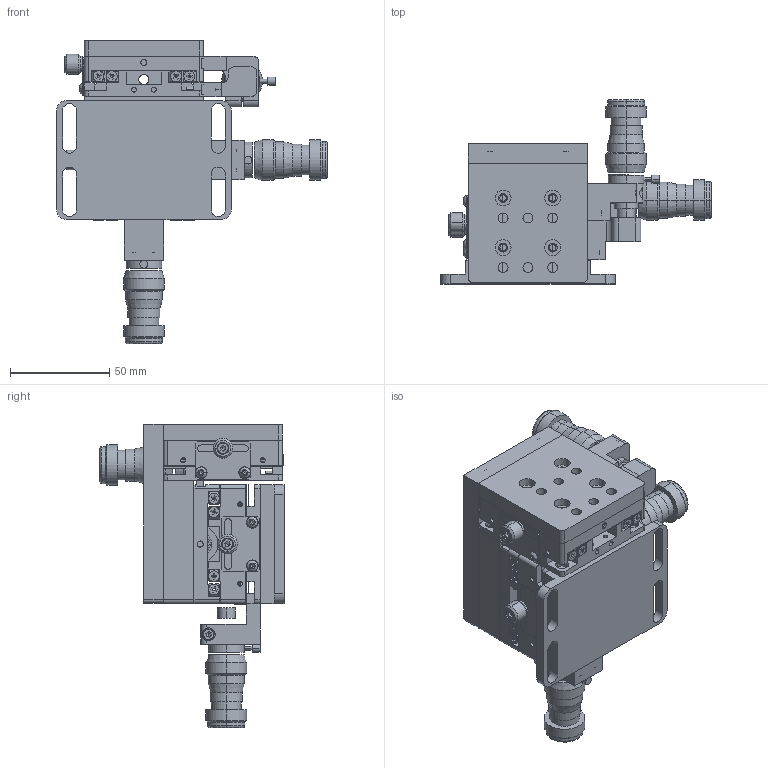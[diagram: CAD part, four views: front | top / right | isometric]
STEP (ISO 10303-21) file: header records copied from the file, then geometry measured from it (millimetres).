
FILE_DESCRIPTION (( 'STEP AP203' ), '1' );
FILE_NAME ('06FAS-3RN.STEP', '2020-04-14T09:56:07', ( '' ), ( '' ), 'SwSTEP 2.0', 'SolidWorks 2016', '' );
FILE_SCHEMA (( 'CONFIG_CONTROL_DESIGN' ));
Length unit declared in the file: millimetre
Products named in the file (1): 06FAS-3RN
Bounding box: 136.5 x 92.8 x 152.8 mm (x, y, z)
Surface area: 123877.8 mm2 (no closed solid volume)
Topology: 0 solids, 87 shells, 1362 faces, 4596 edges, 3254 vertices
Faces by surface type: plane 788, cylinder 385, cone 117, bspline 48, torus 16, sphere 8
Entity records: 53563 total; most frequent: CARTESIAN_POINT 14234, DIRECTION 8105, ORIENTED_EDGE 7198, EDGE_CURVE 4578, VERTEX_POINT 3254, VECTOR 2747, LINE 2747, AXIS2_PLACEMENT_3D 2679
